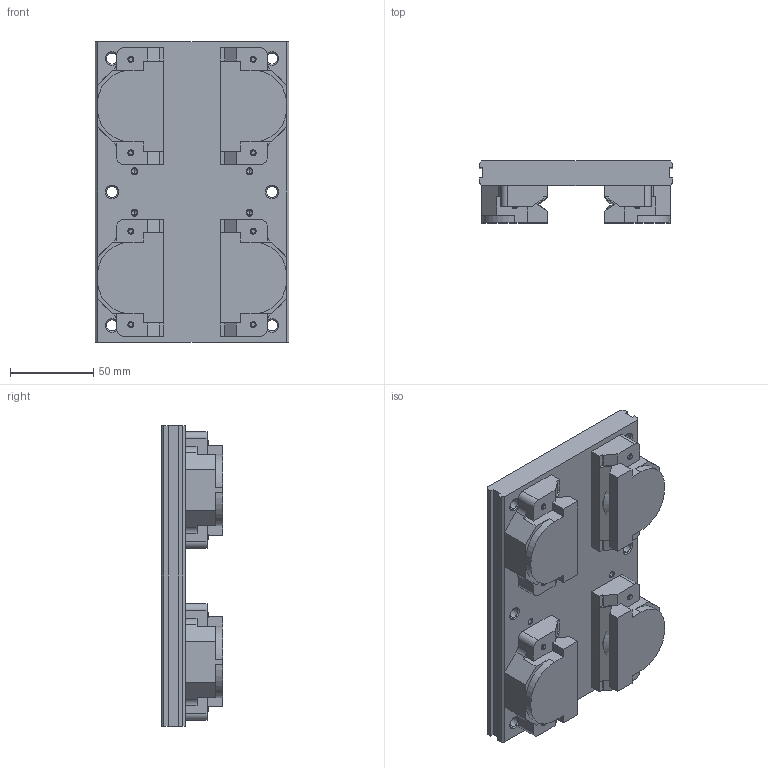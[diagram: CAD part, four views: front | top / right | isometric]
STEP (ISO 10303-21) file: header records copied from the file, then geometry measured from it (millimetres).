
FILE_DESCRIPTION (( 'STEP AP203' ), '1' );
FILE_NAME ('LVC-44.step', '2024-06-11T15:39:15', ( '' ), ( '' ), 'SwSTEP 2.0', 'SolidWorks 2023', '' );
FILE_SCHEMA (( 'CONFIG_CONTROL_DESIGN' ));
Length unit declared in the file: millimetre
Products named in the file (1): LVC-44
Bounding box: 116 x 37 x 180 mm (x, y, z)
Volume: 527832.2 mm3; surface area: 119625.4 mm2
Topology: 17 solids, 17 shells, 784 faces, 1924 edges, 1212 vertices
Faces by surface type: plane 396, cylinder 188, cone 152, bspline 48
Entity records: 24229 total; most frequent: CARTESIAN_POINT 5513, DIRECTION 3950, ORIENTED_EDGE 3800, EDGE_CURVE 1900, AXIS2_PLACEMENT_3D 1409, VERTEX_POINT 1212, LINE 1132, VECTOR 1132
